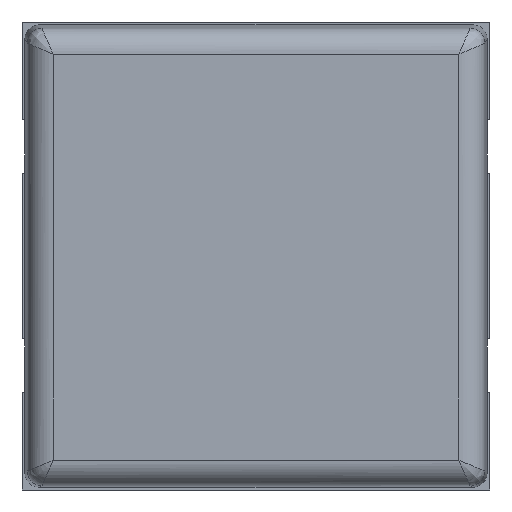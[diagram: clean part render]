
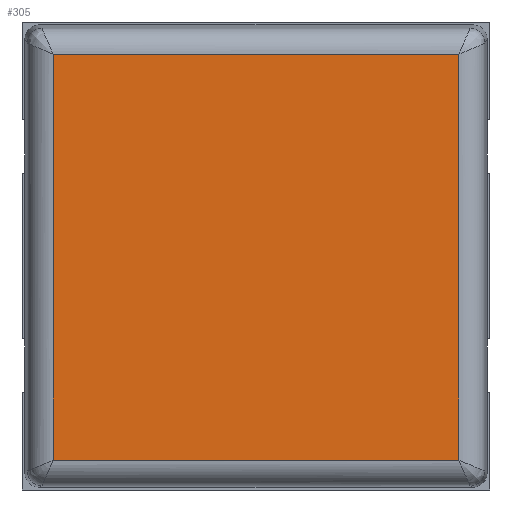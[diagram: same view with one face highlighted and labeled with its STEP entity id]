
A CAD part, top view. The second image highlights one B-rep face of the part: STEP entity #305.
In plain terms, the highlighted planar face has unit normal (0, -0.009, 1).
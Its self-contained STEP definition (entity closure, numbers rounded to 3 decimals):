
#16=CARTESIAN_POINT('',(11.014,-11.1,9.804));
#17=VERTEX_POINT('',#16);
#145=CARTESIAN_POINT('',(-11.014,-11.1,9.804));
#146=VERTEX_POINT('',#145);
#270=CARTESIAN_POINT('',(0.0,-11.1,9.804));
#271=DIRECTION('',(-1.0,-0.0,0.0));
#272=VECTOR('',#271,1.0);
#273=LINE('',#270,#272);
#274=EDGE_CURVE('n� 2351',#17,#146,#273,.T.);
#275=ORIENTED_EDGE('',*,*,#274,.F.);
#276=CARTESIAN_POINT('',(11.014,10.927,9.996));
#277=VERTEX_POINT('',#276);
#278=CARTESIAN_POINT('',(11.014,-0.086,9.9));
#279=DIRECTION('',(0.0,-1.,-0.009));
#280=VECTOR('',#279,1.0);
#281=LINE('',#278,#280);
#282=EDGE_CURVE('n� 2318',#277,#17,#281,.T.);
#283=ORIENTED_EDGE('',*,*,#282,.F.);
#284=CARTESIAN_POINT('',(-11.014,10.927,9.996));
#285=VERTEX_POINT('',#284);
#286=CARTESIAN_POINT('',(-0.0,10.927,9.996));
#287=DIRECTION('',(1.0,0.0,0.0));
#288=VECTOR('',#287,1.0);
#289=LINE('',#286,#288);
#290=EDGE_CURVE('n� 2204',#285,#277,#289,.T.);
#291=ORIENTED_EDGE('',*,*,#290,.F.);
#292=CARTESIAN_POINT('',(-11.014,-0.086,9.9));
#293=DIRECTION('',(-0.0,1.,0.009));
#294=VECTOR('',#293,1.0);
#295=LINE('',#292,#294);
#296=EDGE_CURVE('n� 2263',#146,#285,#295,.T.);
#297=ORIENTED_EDGE('',*,*,#296,.F.);
#298=EDGE_LOOP('',(#275,#283,#291,#297));
#299=FACE_OUTER_BOUND('',#298,.T.);
#300=CARTESIAN_POINT('',(0.0,-0.086,9.9));
#301=DIRECTION('',(-0.0,0.009,-1.));
#302=DIRECTION('',(0.0,-1.,-0.009));
#303=AXIS2_PLACEMENT_3D('',#300,#301,#302);
#304=PLANE('',#303);
#305=ADVANCED_FACE('n� 2462',(#299),#304,.F.);
